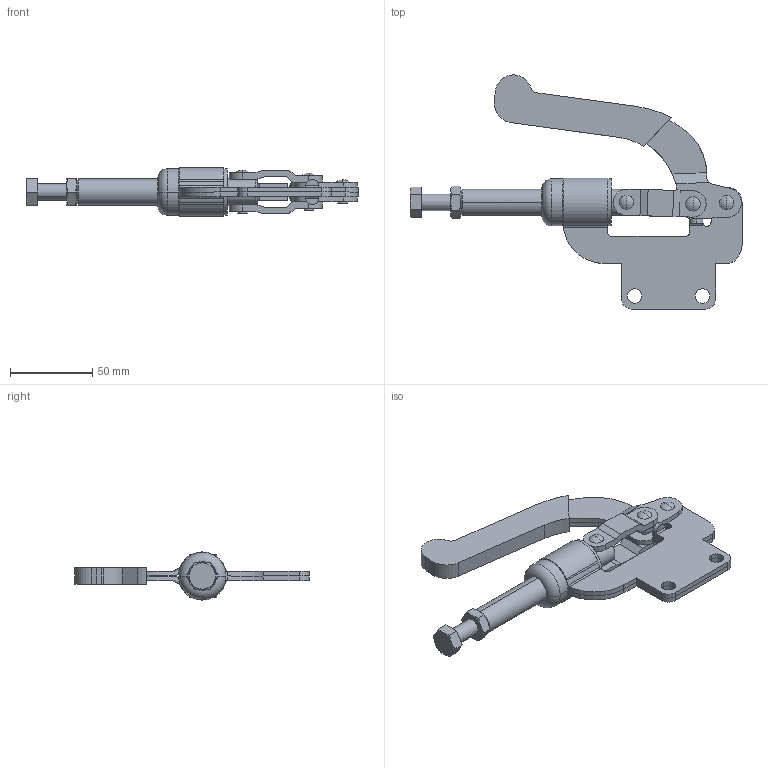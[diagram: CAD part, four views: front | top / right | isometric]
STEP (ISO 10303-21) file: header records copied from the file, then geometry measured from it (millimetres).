
FILE_DESCRIPTION (( 'STEP AP214' ), '1' );
FILE_NAME ('GH-36012M(Â²¤Æ)-1.STEP', '2020-07-01T07:37:27', ( 'LinWei' ), ( '' ), 'SwSTEP 2.0', 'SolidWorks 2016', '' );
FILE_SCHEMA (( 'AUTOMOTIVE_DESIGN' ));
Length unit declared in the file: millimetre
Products named in the file (6): Group1^GH-36012M(簡化); 436010M33-1^GH-36012M(簡化)-1; Group5^GH-36012M(簡化)-1; Group2^GH-36012M(簡化)-1; Group1^GH-36012M(簡化)-1; GH-36012M(簡化)-1
Assembly tree (5 placements, depth 2):
  GH-36012M(簡化)-1
    Group1^GH-36012M(簡化)-1
    Group2^GH-36012M(簡化)-1
    Group5^GH-36012M(簡化)-1
    436010M33-1^GH-36012M(簡化)-1
    Group1^GH-36012M(簡化)
Bounding box: 202.15 x 142.6 x 29.34 mm (x, y, z)
Volume: 99936.9 mm3; surface area: 51147.6 mm2
Topology: 6 solids, 8 shells, 267 faces, 652 edges, 411 vertices
Faces by surface type: plane 119, cylinder 106, cone 34, sphere 6, torus 2
Entity records: 8610 total; most frequent: CARTESIAN_POINT 1726, DIRECTION 1384, ORIENTED_EDGE 1300, EDGE_CURVE 650, AXIS2_PLACEMENT_3D 518, VERTEX_POINT 411, VECTOR 348, LINE 348
